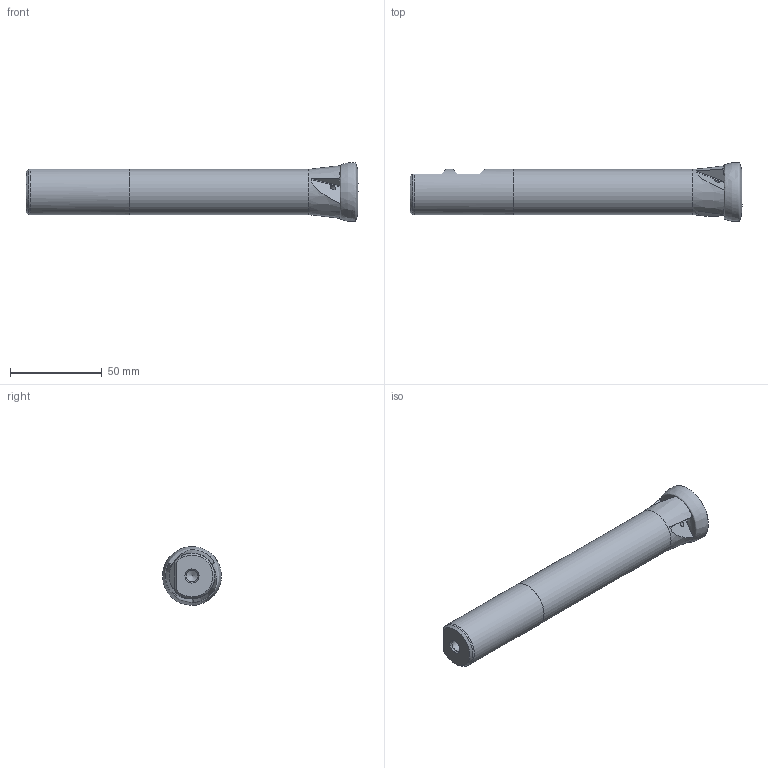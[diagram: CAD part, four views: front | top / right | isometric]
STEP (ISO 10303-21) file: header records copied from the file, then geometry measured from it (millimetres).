
FILE_DESCRIPTION (( 'STEP AP214' ), '1' );
FILE_NAME ('00PP-32-09-3-125.STEP', '2013-09-04T13:57:28', ( '' ), ( '' ), 'SwSTEP 2.0', 'SolidWorks 2013', '' );
FILE_SCHEMA (( 'AUTOMOTIVE_DESIGN' ));
Length unit declared in the file: millimetre
Products named in the file (1): 00PP-32-09-3-125
Bounding box: 180.98 x 32.03 x 32.02 mm (x, y, z)
Volume: 84249.1 mm3; surface area: 19752.8 mm2
Topology: 1 solids, 7 shells, 99 faces, 235 edges, 151 vertices
Faces by surface type: plane 41, cylinder 33, cone 12, bspline 7, torus 6
Full cylindrical faces by diameter (mm): 3 x3, 6.5 x1, 24.8 x1, 25 x1
Entity records: 4956 total; most frequent: CARTESIAN_POINT 2815, ORIENTED_EDGE 432, DIRECTION 381, EDGE_CURVE 216, AXIS2_PLACEMENT_3D 162, VERTEX_POINT 143, EDGE_LOOP 121, FACE_OUTER_BOUND 104
